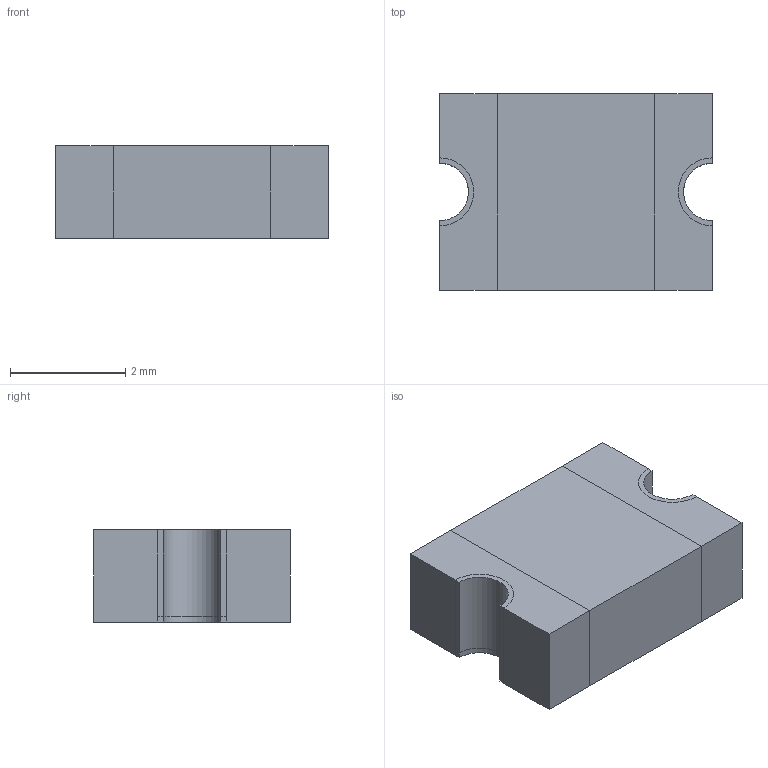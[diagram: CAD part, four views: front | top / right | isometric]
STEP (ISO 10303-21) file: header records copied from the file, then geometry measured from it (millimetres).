
FILE_DESCRIPTION((''),'2;1');
FILE_NAME('FUSR_BOURNS_MF-MSMF_STYLE2.stp','2011-03-02T17:59:25',(''),(''),'Mechanical Desktop 2011','Mechanical Desktop 2011',', , ');
FILE_SCHEMA(('AUTOMOTIVE_DESIGN { 1 2 10303 214 1 1 1 1 }'));
Length unit declared in the file: millimetre
Products named in the file (1): Product
Bounding box: 4.73 x 3.41 x 1.6 mm (x, y, z)
Volume: 24.6 mm3; surface area: 101.4 mm2
Topology: 7 solids, 7 shells, 74 faces, 176 edges, 116 vertices
Faces by surface type: bspline 36, plane 34, cylinder 4
Entity records: 2202 total; most frequent: CARTESIAN_POINT 531, ORIENTED_EDGE 352, DIRECTION 270, EDGE_CURVE 176, VECTOR 160, LINE 160, VERTEX_POINT 116, EDGE_LOOP 74
